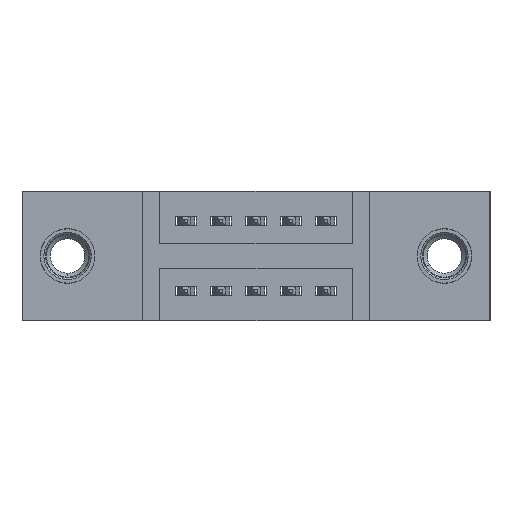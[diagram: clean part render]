
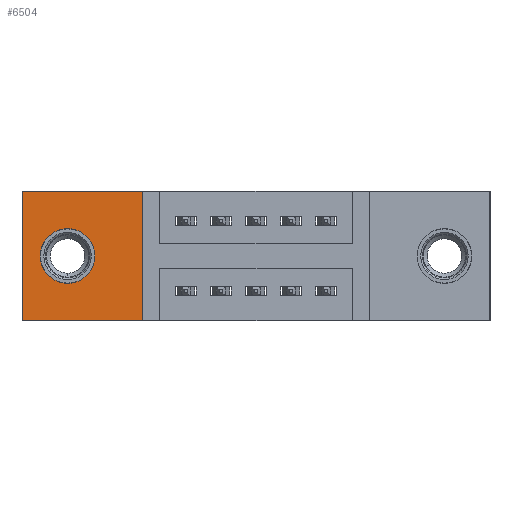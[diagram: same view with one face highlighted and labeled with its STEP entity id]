
A CAD part, front view. The second image highlights one B-rep face of the part: STEP entity #6504.
In plain terms, the highlighted planar face has unit normal (0, -1, 0).
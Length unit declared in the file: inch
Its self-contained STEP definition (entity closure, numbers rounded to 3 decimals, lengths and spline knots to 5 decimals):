
#255 = DIRECTION ( 'NONE',  ( 1., 0., 0. ) ) ;
#688 = VECTOR ( 'NONE', #4418, 39.37008 ) ;
#1092 = ORIENTED_EDGE ( 'NONE', *, *, #9920, .T. ) ;
#1174 = PLANE ( 'NONE',  #8900 ) ;
#1269 = VERTEX_POINT ( 'NONE', #2312 ) ;
#1331 = CARTESIAN_POINT ( 'NONE',  ( 0.3425, 0.17, 0. ) ) ;
#1887 = LINE ( 'NONE', #4208, #2513 ) ;
#2282 = ORIENTED_EDGE ( 'NONE', *, *, #6498, .T. ) ;
#2312 = CARTESIAN_POINT ( 'NONE',  ( 0.3425, 0.17, -0.37 ) ) ;
#2463 = EDGE_LOOP ( 'NONE', ( #8264, #10048 ) ) ;
#2513 = VECTOR ( 'NONE', #255, 39.37008 ) ;
#2664 = DIRECTION ( 'NONE',  ( 0., 0., -1. ) ) ;
#2714 = DIRECTION ( 'NONE',  ( 0., 0., 1. ) ) ;
#2747 = CARTESIAN_POINT ( 'NONE',  ( 0., 0.17, -0.37 ) ) ;
#2858 = VECTOR ( 'NONE', #6806, 39.37008 ) ;
#3130 = VERTEX_POINT ( 'NONE', #8332 ) ;
#3203 = FACE_BOUND ( 'NONE', #2463, .T. ) ;
#3555 = VERTEX_POINT ( 'NONE', #4321 ) ;
#4208 = CARTESIAN_POINT ( 'NONE',  ( 0., 0.17, -0.37 ) ) ;
#4305 = CARTESIAN_POINT ( 'NONE',  ( 0.13, 0.17, -0.185 ) ) ;
#4321 = CARTESIAN_POINT ( 'NONE',  ( 0.13, 0.17, -0.107 ) ) ;
#4325 = LINE ( 'NONE', #9672, #7433 ) ;
#4371 = DIRECTION ( 'NONE',  ( 0., 0., -1. ) ) ;
#4418 = DIRECTION ( 'NONE',  ( -1., 0., 0. ) ) ;
#4756 = ORIENTED_EDGE ( 'NONE', *, *, #5795, .T. ) ;
#4811 = VERTEX_POINT ( 'NONE', #8125 ) ;
#5346 = AXIS2_PLACEMENT_3D ( 'NONE', #4305, #6090, #2664 ) ;
#5387 = EDGE_CURVE ( 'NONE', #3555, #3130, #6709, .T. ) ;
#5451 = EDGE_CURVE ( 'NONE', #3130, #3555, #8188, .T. ) ;
#5673 = VERTEX_POINT ( 'NONE', #1331 ) ;
#5795 = EDGE_CURVE ( 'NONE', #4811, #10023, #9147, .T. ) ;
#5906 = DIRECTION ( 'NONE',  ( 0., -1., 0. ) ) ;
#5938 = DIRECTION ( 'NONE',  ( 0., -1., 0. ) ) ;
#6090 = DIRECTION ( 'NONE',  ( 0., -1., 0. ) ) ;
#6498 = EDGE_CURVE ( 'NONE', #1269, #5673, #4325, .T. ) ;
#6504 = ADVANCED_FACE ( 'NONE', ( #3203, #7073 ), #1174, .T. ) ;
#6688 = AXIS2_PLACEMENT_3D ( 'NONE', #7533, #5906, #4371 ) ;
#6709 = CIRCLE ( 'NONE', #5346, 0.078 ) ;
#6806 = DIRECTION ( 'NONE',  ( 0., 0., -1. ) ) ;
#7073 = FACE_OUTER_BOUND ( 'NONE', #7548, .T. ) ;
#7082 = EDGE_CURVE ( 'NONE', #5673, #4811, #8398, .T. ) ;
#7217 = CARTESIAN_POINT ( 'NONE',  ( 0., 0.17, -0.37 ) ) ;
#7433 = VECTOR ( 'NONE', #2714, 39.37008 ) ;
#7533 = CARTESIAN_POINT ( 'NONE',  ( 0.13, 0.17, -0.185 ) ) ;
#7548 = EDGE_LOOP ( 'NONE', ( #4756, #1092, #2282, #7980 ) ) ;
#7980 = ORIENTED_EDGE ( 'NONE', *, *, #7082, .T. ) ;
#8125 = CARTESIAN_POINT ( 'NONE',  ( 0., 0.17, 0. ) ) ;
#8188 = CIRCLE ( 'NONE', #6688, 0.078 ) ;
#8264 = ORIENTED_EDGE ( 'NONE', *, *, #5387, .F. ) ;
#8332 = CARTESIAN_POINT ( 'NONE',  ( 0.13, 0.17, -0.263 ) ) ;
#8398 = LINE ( 'NONE', #9139, #688 ) ;
#8900 = AXIS2_PLACEMENT_3D ( 'NONE', #2747, #5938, #9120 ) ;
#9120 = DIRECTION ( 'NONE',  ( 0., 0., -1. ) ) ;
#9139 = CARTESIAN_POINT ( 'NONE',  ( 0., 0.17, 0. ) ) ;
#9147 = LINE ( 'NONE', #9875, #2858 ) ;
#9672 = CARTESIAN_POINT ( 'NONE',  ( 0.3425, 0.17, 0. ) ) ;
#9875 = CARTESIAN_POINT ( 'NONE',  ( 0., 0.17, 0. ) ) ;
#9920 = EDGE_CURVE ( 'NONE', #10023, #1269, #1887, .T. ) ;
#10023 = VERTEX_POINT ( 'NONE', #7217 ) ;
#10048 = ORIENTED_EDGE ( 'NONE', *, *, #5451, .F. ) ;
